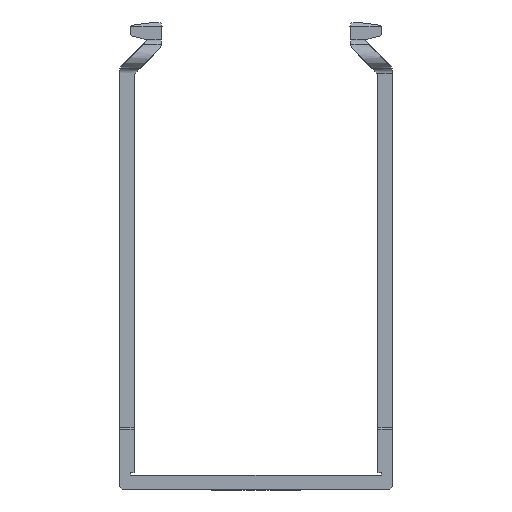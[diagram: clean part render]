
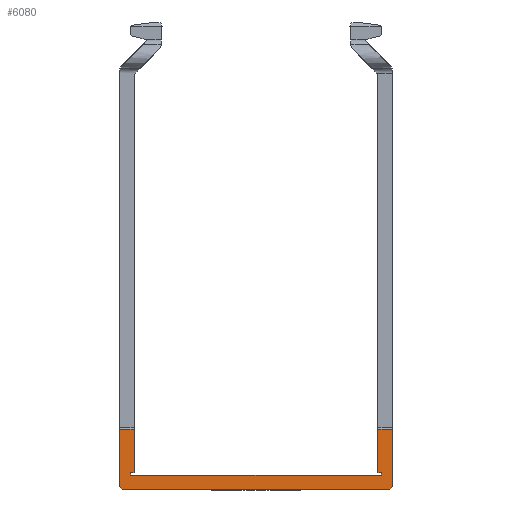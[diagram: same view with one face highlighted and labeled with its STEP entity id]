
A CAD part, left-side view. The second image highlights one B-rep face of the part: STEP entity #6080.
In plain terms, the highlighted planar face has unit normal (-1, 0, 0).
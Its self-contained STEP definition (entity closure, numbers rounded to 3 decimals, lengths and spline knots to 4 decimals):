
#833=CIRCLE('',#94097,0.03);
#834=CIRCLE('',#94098,0.03);
#3474=PLANE('',#94099);
#6080=ADVANCED_FACE('',(#12974),#3474,.F.);
#12974=FACE_OUTER_BOUND('',#17668,.T.);
#17668=EDGE_LOOP('',(#41339,#41340,#41341,#41342,#41343,#41344,#41345,#41346,
#41347,#41348,#41349,#41350,#41351,#41352));
#22320=LINE('',#129713,#30566);
#22738=LINE('',#131991,#30984);
#23154=LINE('',#133394,#31400);
#23543=LINE('',#135636,#31789);
#23544=LINE('',#135638,#31790);
#23545=LINE('',#135642,#31791);
#23546=LINE('',#135645,#31792);
#23547=LINE('',#135646,#31793);
#23548=LINE('',#135648,#31794);
#23549=LINE('',#135650,#31795);
#23550=LINE('',#135652,#31796);
#23551=LINE('',#135654,#31797);
#30566=VECTOR('',#102569,1.);
#30984=VECTOR('',#103743,1.);
#31400=VECTOR('',#104719,1.);
#31789=VECTOR('',#106006,1.);
#31790=VECTOR('',#106007,1.);
#31791=VECTOR('',#106010,1.);
#31792=VECTOR('',#106013,1.);
#31793=VECTOR('',#106014,1.);
#31794=VECTOR('',#106015,1.);
#31795=VECTOR('',#106016,1.);
#31796=VECTOR('',#106017,1.);
#31797=VECTOR('',#106018,1.);
#41339=ORIENTED_EDGE('',*,*,#78687,.F.);
#41340=ORIENTED_EDGE('',*,*,#78688,.T.);
#41341=ORIENTED_EDGE('',*,*,#78689,.F.);
#41342=ORIENTED_EDGE('',*,*,#78690,.T.);
#41343=ORIENTED_EDGE('',*,*,#78691,.F.);
#41344=ORIENTED_EDGE('',*,*,#77885,.F.);
#41345=ORIENTED_EDGE('',*,*,#78692,.F.);
#41346=ORIENTED_EDGE('',*,*,#77194,.T.);
#41347=ORIENTED_EDGE('',*,*,#78693,.F.);
#41348=ORIENTED_EDGE('',*,*,#78694,.T.);
#41349=ORIENTED_EDGE('',*,*,#78695,.F.);
#41350=ORIENTED_EDGE('',*,*,#78696,.F.);
#41351=ORIENTED_EDGE('',*,*,#78697,.T.);
#41352=ORIENTED_EDGE('',*,*,#76435,.F.);
#67043=VERTEX_POINT('',#129712);
#67044=VERTEX_POINT('',#129714);
#67704=VERTEX_POINT('',#131990);
#67705=VERTEX_POINT('',#131992);
#68391=VERTEX_POINT('',#133393);
#68392=VERTEX_POINT('',#133395);
#69095=VERTEX_POINT('',#135637);
#69096=VERTEX_POINT('',#135639);
#69097=VERTEX_POINT('',#135641);
#69098=VERTEX_POINT('',#135643);
#69099=VERTEX_POINT('',#135647);
#69100=VERTEX_POINT('',#135649);
#69101=VERTEX_POINT('',#135651);
#69102=VERTEX_POINT('',#135653);
#76435=EDGE_CURVE('',#67043,#67044,#22320,.T.);
#77194=EDGE_CURVE('',#67705,#67704,#22738,.T.);
#77885=EDGE_CURVE('',#68391,#68392,#23154,.T.);
#78687=EDGE_CURVE('',#69095,#67043,#23543,.T.);
#78688=EDGE_CURVE('',#69095,#69096,#23544,.T.);
#78689=EDGE_CURVE('',#69097,#69096,#833,.T.);
#78690=EDGE_CURVE('',#69097,#69098,#23545,.T.);
#78691=EDGE_CURVE('',#68392,#69098,#834,.T.);
#78692=EDGE_CURVE('',#67705,#68391,#23546,.T.);
#78693=EDGE_CURVE('',#69099,#67704,#23547,.T.);
#78694=EDGE_CURVE('',#69099,#69100,#23548,.T.);
#78695=EDGE_CURVE('',#69101,#69100,#23549,.T.);
#78696=EDGE_CURVE('',#69102,#69101,#23550,.T.);
#78697=EDGE_CURVE('',#69102,#67044,#23551,.T.);
#94097=AXIS2_PLACEMENT_3D('',#135640,#106008,#106009);
#94098=AXIS2_PLACEMENT_3D('',#135644,#106011,#106012);
#94099=AXIS2_PLACEMENT_3D('',#135655,#106019,#106020);
#102569=DIRECTION('',(0.,0.,-1.));
#103743=DIRECTION('',(0.,0.,-1.));
#104719=DIRECTION('',(0.,0.,-1.));
#106006=DIRECTION('',(0.,-1.,0.));
#106007=DIRECTION('',(0.,0.,-1.));
#106008=DIRECTION('',(1.,0.,0.));
#106009=DIRECTION('',(0.,1.,0.));
#106010=DIRECTION('',(0.,-1.,0.));
#106011=DIRECTION('',(1.,0.,0.));
#106012=DIRECTION('',(0.,1.,0.));
#106013=DIRECTION('',(0.,-1.,0.));
#106014=DIRECTION('',(0.,0.999,-0.049));
#106015=DIRECTION('',(0.,0.,-1.));
#106016=DIRECTION('',(0.,-1.,0.));
#106017=DIRECTION('',(0.,0.,-1.));
#106018=DIRECTION('',(0.,-0.999,-0.049));
#106019=DIRECTION('',(1.,0.,0.));
#106020=DIRECTION('',(0.,0.,-1.));
#129712=CARTESIAN_POINT('',(0.,0.7863,0.393));
#129713=CARTESIAN_POINT('',(0.,0.7864,2.6678));
#129714=CARTESIAN_POINT('',(0.,0.7863,0.111));
#131990=CARTESIAN_POINT('',(0.,-0.7863,0.111));
#131991=CARTESIAN_POINT('',(0.,-0.7864,2.6678));
#131992=CARTESIAN_POINT('',(0.,-0.7863,0.393));
#133393=CARTESIAN_POINT('',(0.,-0.8794,0.393));
#133394=CARTESIAN_POINT('',(0.,-0.8795,2.7084));
#133395=CARTESIAN_POINT('',(0.,-0.8794,0.03));
#135636=CARTESIAN_POINT('',(0.,-0.8494,0.393));
#135637=CARTESIAN_POINT('',(0.,0.8794,0.393));
#135638=CARTESIAN_POINT('',(0.,0.8795,2.7084));
#135639=CARTESIAN_POINT('',(0.,0.8794,0.03));
#135640=CARTESIAN_POINT('',(0.,0.8494,0.03));
#135641=CARTESIAN_POINT('',(0.,0.8494,0.));
#135642=CARTESIAN_POINT('',(0.,0.8494,0.));
#135643=CARTESIAN_POINT('',(0.,-0.8494,0.));
#135644=CARTESIAN_POINT('',(0.,-0.8494,0.03));
#135645=CARTESIAN_POINT('',(0.,-0.8494,0.393));
#135646=CARTESIAN_POINT('',(0.,-0.8083,0.1121));
#135647=CARTESIAN_POINT('',(0.,-0.8083,0.1121));
#135648=CARTESIAN_POINT('',(0.,-0.8083,0.1121));
#135649=CARTESIAN_POINT('',(0.,-0.8083,0.095));
#135650=CARTESIAN_POINT('',(0.,0.8083,0.095));
#135651=CARTESIAN_POINT('',(0.,0.8083,0.095));
#135652=CARTESIAN_POINT('',(0.,0.8083,0.1121));
#135653=CARTESIAN_POINT('',(0.,0.8083,0.1121));
#135654=CARTESIAN_POINT('',(0.,0.8083,0.1121));
#135655=CARTESIAN_POINT('',(0.,-0.8494,0.03));
